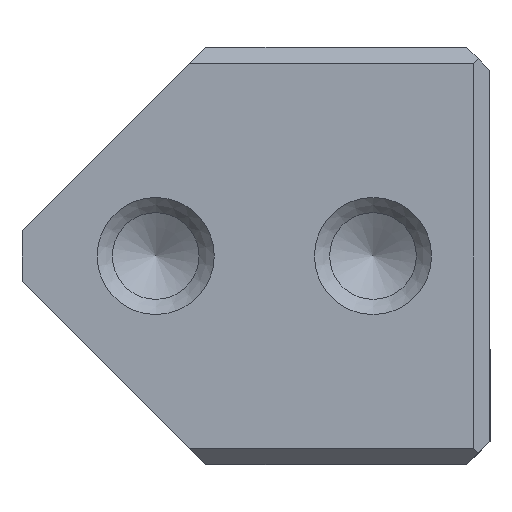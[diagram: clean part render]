
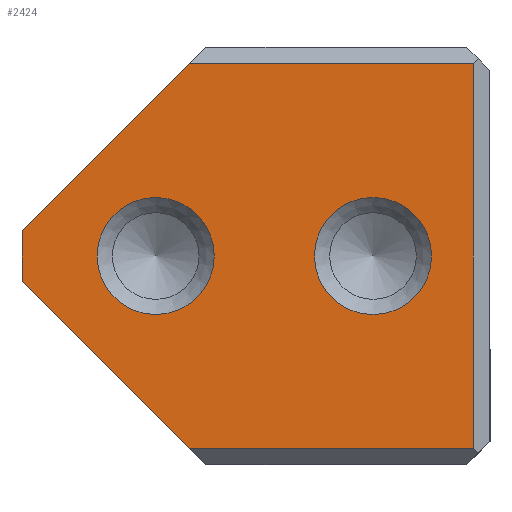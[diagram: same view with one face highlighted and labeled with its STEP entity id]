
A CAD part, left-side view. The second image highlights one B-rep face of the part: STEP entity #2424.
In plain terms, the highlighted planar face has unit normal (-1, 0, 0).
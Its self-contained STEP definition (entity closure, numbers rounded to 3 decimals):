
#2424=ADVANCED_FACE('',(#3032,#3033,#3034),#2756,.T.);
#2756=PLANE('',#8050);
#2975=CIRCLE('',#8048,3.5);
#2976=CIRCLE('',#8049,3.5);
#3032=FACE_BOUND('',#3141,.T.);
#3033=FACE_BOUND('',#3142,.T.);
#3034=FACE_BOUND('',#3143,.T.);
#3141=EDGE_LOOP('',(#3926));
#3142=EDGE_LOOP('',(#3927));
#3143=EDGE_LOOP('',(#3928,#3929,#3930,#3931,#3932,#3933));
#3926=ORIENTED_EDGE('',*,*,#6180,.T.);
#3927=ORIENTED_EDGE('',*,*,#6181,.T.);
#3928=ORIENTED_EDGE('',*,*,#6182,.T.);
#3929=ORIENTED_EDGE('',*,*,#6183,.T.);
#3930=ORIENTED_EDGE('',*,*,#6184,.T.);
#3931=ORIENTED_EDGE('',*,*,#6185,.F.);
#3932=ORIENTED_EDGE('',*,*,#6186,.T.);
#3933=ORIENTED_EDGE('',*,*,#6187,.T.);
#5606=VERTEX_POINT('',#10207);
#5607=VERTEX_POINT('',#10209);
#5608=VERTEX_POINT('',#10211);
#5609=VERTEX_POINT('',#10212);
#5610=VERTEX_POINT('',#10214);
#5611=VERTEX_POINT('',#10216);
#5612=VERTEX_POINT('',#10218);
#5613=VERTEX_POINT('',#10220);
#6180=EDGE_CURVE('',#5606,#5606,#2975,.T.);
#6181=EDGE_CURVE('',#5607,#5607,#2976,.T.);
#6182=EDGE_CURVE('',#5608,#5609,#6941,.T.);
#6183=EDGE_CURVE('',#5609,#5610,#6942,.T.);
#6184=EDGE_CURVE('',#5610,#5611,#6943,.T.);
#6185=EDGE_CURVE('',#5612,#5611,#6944,.T.);
#6186=EDGE_CURVE('',#5612,#5613,#6945,.T.);
#6187=EDGE_CURVE('',#5613,#5608,#6946,.T.);
#6941=LINE('',#10210,#7571);
#6942=LINE('',#10213,#7572);
#6943=LINE('',#10215,#7573);
#6944=LINE('',#10217,#7574);
#6945=LINE('',#10219,#7575);
#6946=LINE('',#10221,#7576);
#7571=VECTOR('',#8490,1.);
#7572=VECTOR('',#8491,1.);
#7573=VECTOR('',#8492,1.);
#7574=VECTOR('',#8493,1.);
#7575=VECTOR('',#8494,1.);
#7576=VECTOR('',#8495,1.);
#8048=AXIS2_PLACEMENT_3D('',#10206,#8486,#8487);
#8049=AXIS2_PLACEMENT_3D('',#10208,#8488,#8489);
#8050=AXIS2_PLACEMENT_3D('',#10222,#8496,#8497);
#8486=DIRECTION('',(1.,0.,0.));
#8487=DIRECTION('',(0.,0.,-1.));
#8488=DIRECTION('',(1.,0.,0.));
#8489=DIRECTION('',(0.,0.,-1.));
#8490=DIRECTION('',(0.,0.,1.));
#8491=DIRECTION('',(0.,1.,0.));
#8492=DIRECTION('',(0.,0.707,-0.707));
#8493=DIRECTION('',(0.,0.,1.));
#8494=DIRECTION('',(0.,-0.707,-0.707));
#8495=DIRECTION('',(0.,-1.,0.));
#8496=DIRECTION('',(-1.,0.,0.));
#8497=DIRECTION('',(0.,0.,1.));
#10206=CARTESIAN_POINT('',(0.,20.,12.5));
#10207=CARTESIAN_POINT('',(0.,20.,9.));
#10208=CARTESIAN_POINT('',(0.,7.,12.5));
#10209=CARTESIAN_POINT('',(0.,7.,9.));
#10210=CARTESIAN_POINT('',(0.,1.,0.));
#10211=CARTESIAN_POINT('',(0.,1.,1.));
#10212=CARTESIAN_POINT('',(0.,1.,24.));
#10213=CARTESIAN_POINT('',(0.,14.,24.));
#10214=CARTESIAN_POINT('',(0.,18.002,24.));
#10215=CARTESIAN_POINT('',(0.,28.001,14.001));
#10216=CARTESIAN_POINT('',(0.,28.,14.002));
#10217=CARTESIAN_POINT('',(0.,28.,0.));
#10218=CARTESIAN_POINT('',(0.,28.,10.998));
#10219=CARTESIAN_POINT('',(0.,15.501,-1.501));
#10220=CARTESIAN_POINT('',(0.,18.002,1.));
#10221=CARTESIAN_POINT('',(0.,14.,1.));
#10222=CARTESIAN_POINT('',(0.,14.,0.));
